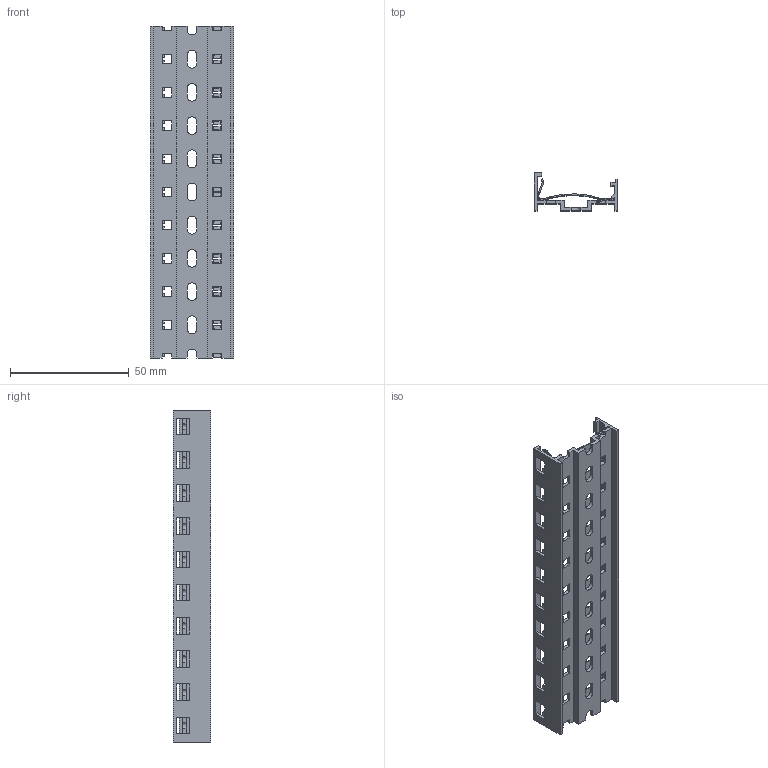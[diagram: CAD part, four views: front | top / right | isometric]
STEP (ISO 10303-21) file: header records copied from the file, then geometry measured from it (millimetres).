
FILE_DESCRIPTION((''),'2;1');
FILE_NAME('31770110000RAI','2020-02-03T',('presta_be4'),(''),'CREO PARAMETRIC BY PTC INC, 2018360','CREO PARAMETRIC BY PTC INC, 2018360','');
FILE_SCHEMA(('CONFIG_CONTROL_DESIGN'));
Length unit declared in the file: millimetre
Products named in the file (1): 31770110000RAI
Bounding box: 35 x 16 x 140 mm (x, y, z)
Volume: 14087.8 mm3; surface area: 25943.6 mm2
Topology: 1 solids, 1 shells, 1155 faces, 3585 edges, 2380 vertices
Faces by surface type: plane 662, cylinder 493
Entity records: 47751 total; most frequent: CARTESIAN_POINT 15466, ORIENTED_EDGE 7170, DIRECTION 6363, EDGE_CURVE 3585, VECTOR 2381, LINE 2381, VERTEX_POINT 2380, AXIS2_PLACEMENT_3D 1991
